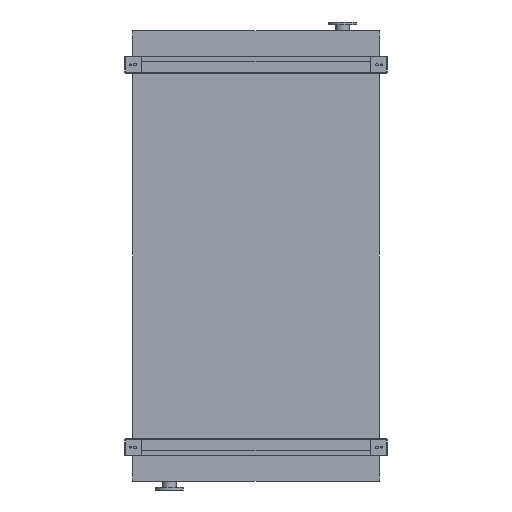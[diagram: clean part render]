
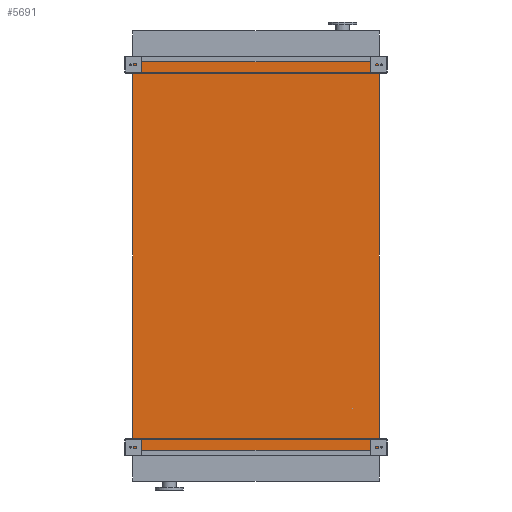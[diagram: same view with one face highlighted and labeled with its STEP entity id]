
A CAD part, front view. The second image highlights one B-rep face of the part: STEP entity #5691.
In plain terms, the highlighted planar face has unit normal (0, -1, 0).
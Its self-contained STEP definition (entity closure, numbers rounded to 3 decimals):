
#341 = VECTOR ( 'NONE', #11347, 1000. ) ;
#913 = EDGE_CURVE ( 'NONE', #20144, #7098, #5275, .T. ) ;
#1643 = ORIENTED_EDGE ( 'NONE', *, *, #11985, .T. ) ;
#1856 = EDGE_LOOP ( 'NONE', ( #23468, #4081, #12647, #1643 ) ) ;
#2289 = DIRECTION ( 'NONE',  ( 1., 0., 0. ) ) ;
#2504 = VERTEX_POINT ( 'NONE', #12124 ) ;
#2584 = FACE_OUTER_BOUND ( 'NONE', #1856, .T. ) ;
#2669 = DIRECTION ( 'NONE',  ( 0., 0., 1. ) ) ;
#2739 = LINE ( 'NONE', #11796, #16857 ) ;
#2933 = VECTOR ( 'NONE', #11314, 1000. ) ;
#4007 = EDGE_CURVE ( 'NONE', #2504, #11109, #6389, .T. ) ;
#4081 = ORIENTED_EDGE ( 'NONE', *, *, #8542, .F. ) ;
#5226 = VECTOR ( 'NONE', #2289, 1000. ) ;
#5275 = LINE ( 'NONE', #22363, #341 ) ;
#5691 = ADVANCED_FACE ( 'NONE', ( #2584 ), #10095, .T. ) ;
#6389 = LINE ( 'NONE', #18820, #5226 ) ;
#7098 = VERTEX_POINT ( 'NONE', #18126 ) ;
#8542 = EDGE_CURVE ( 'NONE', #20144, #2504, #2739, .T. ) ;
#9841 = CARTESIAN_POINT ( 'NONE',  ( 965., 0., 0. ) ) ;
#10095 = PLANE ( 'NONE',  #10167 ) ;
#10167 = AXIS2_PLACEMENT_3D ( 'NONE', #17550, #10246, #23139 ) ;
#10246 = DIRECTION ( 'NONE',  ( 0., -1., 0. ) ) ;
#11109 = VERTEX_POINT ( 'NONE', #9841 ) ;
#11314 = DIRECTION ( 'NONE',  ( 0., 0., 1. ) ) ;
#11347 = DIRECTION ( 'NONE',  ( 1., 0., 0. ) ) ;
#11796 = CARTESIAN_POINT ( 'NONE',  ( -965., 0., -3050. ) ) ;
#11985 = EDGE_CURVE ( 'NONE', #7098, #11109, #23150, .T. ) ;
#12124 = CARTESIAN_POINT ( 'NONE',  ( -965., 0., 0. ) ) ;
#12647 = ORIENTED_EDGE ( 'NONE', *, *, #913, .T. ) ;
#16857 = VECTOR ( 'NONE', #2669, 1000. ) ;
#17550 = CARTESIAN_POINT ( 'NONE',  ( -965., 0., -3050. ) ) ;
#18126 = CARTESIAN_POINT ( 'NONE',  ( 965., 0., -3050. ) ) ;
#18820 = CARTESIAN_POINT ( 'NONE',  ( -965., 0., 0. ) ) ;
#20144 = VERTEX_POINT ( 'NONE', #21498 ) ;
#21498 = CARTESIAN_POINT ( 'NONE',  ( -965., 0., -3050. ) ) ;
#22327 = CARTESIAN_POINT ( 'NONE',  ( 965., 0., -3050. ) ) ;
#22363 = CARTESIAN_POINT ( 'NONE',  ( -965., 0., -3050. ) ) ;
#23139 = DIRECTION ( 'NONE',  ( 0., 0., -1. ) ) ;
#23150 = LINE ( 'NONE', #22327, #2933 ) ;
#23468 = ORIENTED_EDGE ( 'NONE', *, *, #4007, .F. ) ;
